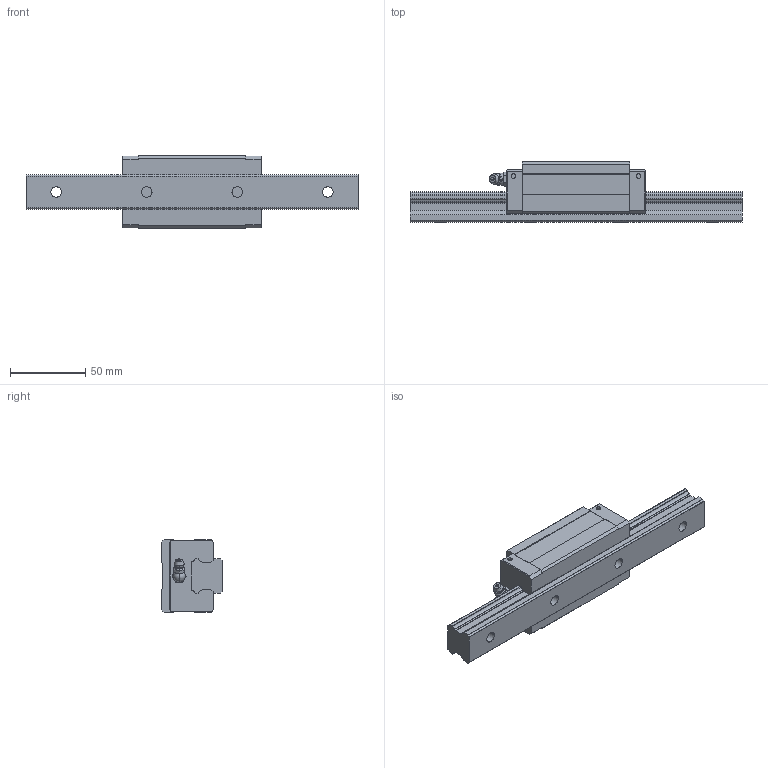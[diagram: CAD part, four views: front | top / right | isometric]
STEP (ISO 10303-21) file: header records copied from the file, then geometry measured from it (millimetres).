
FILE_DESCRIPTION( ( '' ), '1' );
FILE_NAME( 'SHS25R1SS220200B-M6F64000.stp', '2015-10-08T14:29:44', ( '' ), ( '' ), ' ', ' ', ' ' );
FILE_SCHEMA( ( 'automotive_design' ) );
Length unit declared in the file: millimetre
Products named in the file (3): 1; 2; 3
Bounding box: 220 x 40 x 48 mm (x, y, z)
Volume: 203334.7 mm3; surface area: 43443.4 mm2
Topology: 3 solids, 3 shells, 236 faces, 615 edges, 386 vertices
Faces by surface type: plane 108, cylinder 78, cone 38, torus 6, sphere 6
Entity records: 14067 total; most frequent: CARTESIAN_POINT 1342, DIRECTION 1270, STYLED_ITEM 1224, PRESENTATION_STYLE_ASSIGNMENT 1224, COLOUR_RGB 1224, ORIENTED_EDGE 1198, EDGE_CURVE 599, CURVE_STYLE 599
